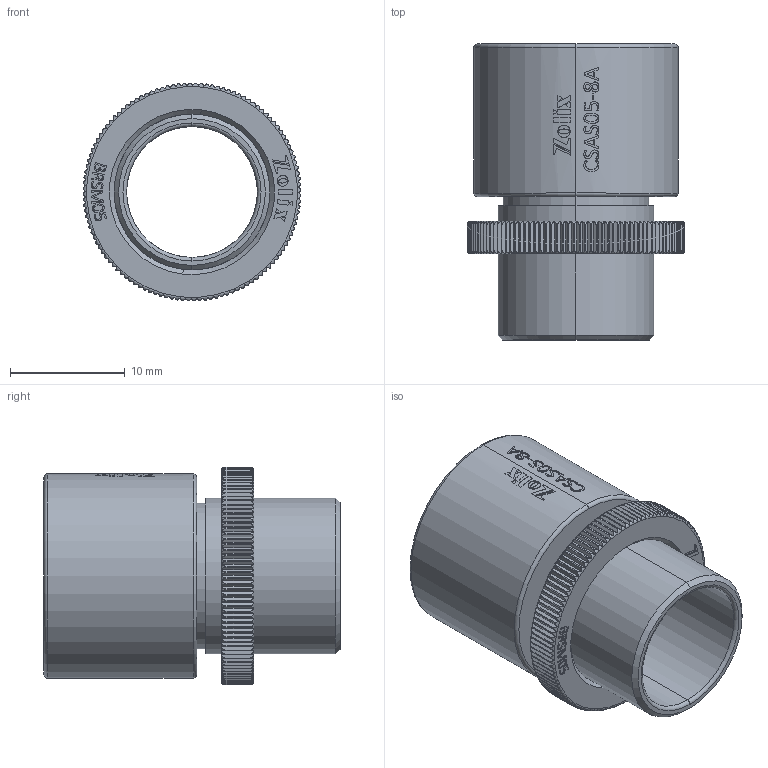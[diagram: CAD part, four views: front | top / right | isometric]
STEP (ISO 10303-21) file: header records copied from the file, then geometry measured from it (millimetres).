
FILE_DESCRIPTION (( 'STEP AP203' ), '1' );
FILE_NAME ('CSAS05-8A.STEP', '2025-08-29T07:12:36', ( '' ), ( '' ), 'SwSTEP 2.0', 'SolidWorks 2020', '' );
FILE_SCHEMA (( 'CONFIG_CONTROL_DESIGN' ));
Length unit declared in the file: millimetre
Products named in the file (1): CSAS05-8A
Bounding box: 19 x 25.8 x 19 mm (x, y, z)
Volume: 2336.7 mm3; surface area: 3386.8 mm2
Topology: 3 solids, 3 shells, 1002 faces, 2825 edges, 1876 vertices
Faces by surface type: plane 506, bspline 308, cylinder 162, cone 16, torus 10
Entity records: 49215 total; most frequent: CARTESIAN_POINT 26499, ORIENTED_EDGE 5650, DIRECTION 3186, EDGE_CURVE 2825, VERTEX_POINT 1876, B_SPLINE_CURVE_WITH_KNOTS 1365, LINE 1124, VECTOR 1124
